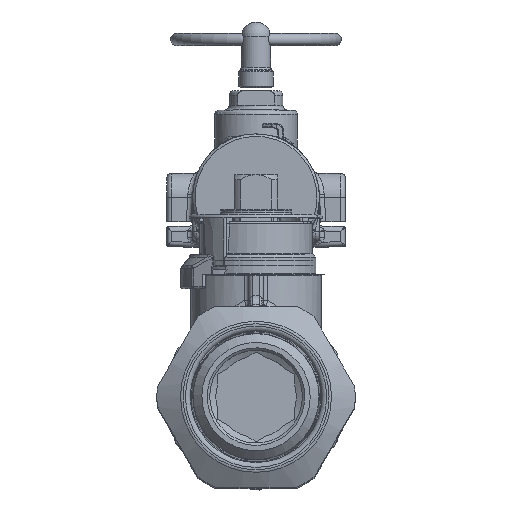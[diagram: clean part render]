
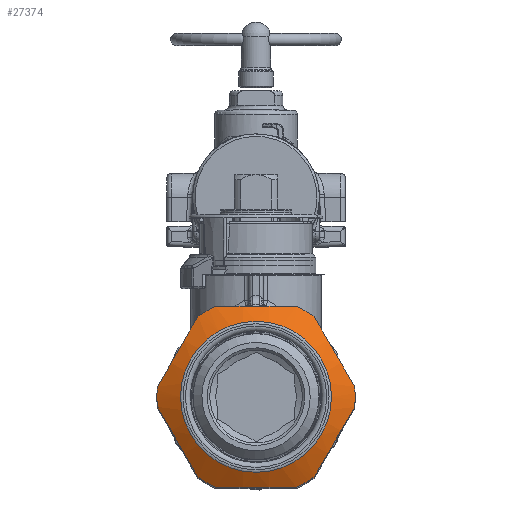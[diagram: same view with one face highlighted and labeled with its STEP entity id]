
A CAD part, top view. The second image highlights one B-rep face of the part: STEP entity #27374.
In plain terms, the highlighted conical face has half-angle 60 degrees and reference radius 17.78 mm.
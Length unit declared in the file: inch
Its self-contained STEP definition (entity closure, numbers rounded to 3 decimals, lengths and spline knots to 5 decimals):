
#70=(
BOUNDED_CURVE()
B_SPLINE_CURVE(2,(#122053,#122054,#122055),.UNSPECIFIED.,.F.,.F.)
B_SPLINE_CURVE_WITH_KNOTS((3,3),(0.,1.67512),.UNSPECIFIED.)
CURVE()
GEOMETRIC_REPRESENTATION_ITEM()
RATIONAL_B_SPLINE_CURVE((1.,1.096,1.))
REPRESENTATION_ITEM('')
);
#71=(
BOUNDED_CURVE()
B_SPLINE_CURVE(2,(#122059,#122060,#122061),.UNSPECIFIED.,.F.,.F.)
B_SPLINE_CURVE_WITH_KNOTS((3,3),(0.,1.67512),.UNSPECIFIED.)
CURVE()
GEOMETRIC_REPRESENTATION_ITEM()
RATIONAL_B_SPLINE_CURVE((1.,1.096,1.))
REPRESENTATION_ITEM('')
);
#72=(
BOUNDED_CURVE()
B_SPLINE_CURVE(2,(#122065,#122066,#122067),.UNSPECIFIED.,.F.,.F.)
B_SPLINE_CURVE_WITH_KNOTS((3,3),(0.,1.67512),.UNSPECIFIED.)
CURVE()
GEOMETRIC_REPRESENTATION_ITEM()
RATIONAL_B_SPLINE_CURVE((1.,1.096,1.))
REPRESENTATION_ITEM('')
);
#73=(
BOUNDED_CURVE()
B_SPLINE_CURVE(2,(#122071,#122072,#122073),.UNSPECIFIED.,.F.,.F.)
B_SPLINE_CURVE_WITH_KNOTS((3,3),(0.,1.67512),.UNSPECIFIED.)
CURVE()
GEOMETRIC_REPRESENTATION_ITEM()
RATIONAL_B_SPLINE_CURVE((1.,1.096,1.))
REPRESENTATION_ITEM('')
);
#74=(
BOUNDED_CURVE()
B_SPLINE_CURVE(2,(#122077,#122078,#122079),.UNSPECIFIED.,.F.,.F.)
B_SPLINE_CURVE_WITH_KNOTS((3,3),(0.,1.67512),.UNSPECIFIED.)
CURVE()
GEOMETRIC_REPRESENTATION_ITEM()
RATIONAL_B_SPLINE_CURVE((1.,1.096,1.))
REPRESENTATION_ITEM('')
);
#75=(
BOUNDED_CURVE()
B_SPLINE_CURVE(2,(#122083,#122084,#122085),.UNSPECIFIED.,.F.,.F.)
B_SPLINE_CURVE_WITH_KNOTS((3,3),(0.,1.67512),.UNSPECIFIED.)
CURVE()
GEOMETRIC_REPRESENTATION_ITEM()
RATIONAL_B_SPLINE_CURVE((1.,1.096,1.))
REPRESENTATION_ITEM('')
);
#2006=CONICAL_SURFACE('',#30305,0.7,1.047);
#3860=FACE_OUTER_BOUND('',#5702,.T.);
#5702=EDGE_LOOP('',(#24911,#24912,#24913,#24914,#24915,#24916,#24917,#24918,
#24919,#24920,#24921,#24922,#24923,#24924,#24925,#24926));
#8536=CIRCLE('',#30302,0.60928);
#8538=CIRCLE('',#30306,0.8);
#8539=CIRCLE('',#30307,0.8);
#8540=CIRCLE('',#30308,0.8);
#8541=CIRCLE('',#30309,0.8);
#8542=CIRCLE('',#30310,0.8);
#8543=CIRCLE('',#30311,0.8);
#8544=CIRCLE('',#30312,0.8);
#9413=LINE('',#122049,#10291);
#10291=VECTOR('',#36688,0.7);
#12657=VERTEX_POINT('',#122041);
#12659=VERTEX_POINT('',#122048);
#12660=VERTEX_POINT('',#122050);
#12661=VERTEX_POINT('',#122052);
#12662=VERTEX_POINT('',#122056);
#12663=VERTEX_POINT('',#122058);
#12664=VERTEX_POINT('',#122062);
#12665=VERTEX_POINT('',#122064);
#12666=VERTEX_POINT('',#122068);
#12667=VERTEX_POINT('',#122070);
#12668=VERTEX_POINT('',#122074);
#12669=VERTEX_POINT('',#122076);
#12670=VERTEX_POINT('',#122080);
#12671=VERTEX_POINT('',#122082);
#16760=EDGE_CURVE('',#12657,#12657,#8536,.T.);
#16762=EDGE_CURVE('',#12657,#12659,#9413,.T.);
#16763=EDGE_CURVE('',#12660,#12659,#8538,.T.);
#16764=EDGE_CURVE('',#12661,#12660,#70,.T.);
#16765=EDGE_CURVE('',#12662,#12661,#8539,.T.);
#16766=EDGE_CURVE('',#12663,#12662,#71,.T.);
#16767=EDGE_CURVE('',#12664,#12663,#8540,.T.);
#16768=EDGE_CURVE('',#12665,#12664,#72,.T.);
#16769=EDGE_CURVE('',#12666,#12665,#8541,.T.);
#16770=EDGE_CURVE('',#12667,#12666,#73,.T.);
#16771=EDGE_CURVE('',#12668,#12667,#8542,.T.);
#16772=EDGE_CURVE('',#12669,#12668,#74,.T.);
#16773=EDGE_CURVE('',#12670,#12669,#8543,.T.);
#16774=EDGE_CURVE('',#12671,#12670,#75,.T.);
#16775=EDGE_CURVE('',#12659,#12671,#8544,.T.);
#24911=ORIENTED_EDGE('',*,*,#16760,.F.);
#24912=ORIENTED_EDGE('',*,*,#16762,.T.);
#24913=ORIENTED_EDGE('',*,*,#16763,.F.);
#24914=ORIENTED_EDGE('',*,*,#16764,.F.);
#24915=ORIENTED_EDGE('',*,*,#16765,.F.);
#24916=ORIENTED_EDGE('',*,*,#16766,.F.);
#24917=ORIENTED_EDGE('',*,*,#16767,.F.);
#24918=ORIENTED_EDGE('',*,*,#16768,.F.);
#24919=ORIENTED_EDGE('',*,*,#16769,.F.);
#24920=ORIENTED_EDGE('',*,*,#16770,.F.);
#24921=ORIENTED_EDGE('',*,*,#16771,.F.);
#24922=ORIENTED_EDGE('',*,*,#16772,.F.);
#24923=ORIENTED_EDGE('',*,*,#16773,.F.);
#24924=ORIENTED_EDGE('',*,*,#16774,.F.);
#24925=ORIENTED_EDGE('',*,*,#16775,.F.);
#24926=ORIENTED_EDGE('',*,*,#16762,.F.);
#27374=ADVANCED_FACE('',(#3860),#2006,.T.);
#30302=AXIS2_PLACEMENT_3D('',#122043,#36680,#36681);
#30305=AXIS2_PLACEMENT_3D('',#122047,#36686,#36687);
#30306=AXIS2_PLACEMENT_3D('',#122051,#36689,#36690);
#30307=AXIS2_PLACEMENT_3D('',#122057,#36691,#36692);
#30308=AXIS2_PLACEMENT_3D('',#122063,#36693,#36694);
#30309=AXIS2_PLACEMENT_3D('',#122069,#36695,#36696);
#30310=AXIS2_PLACEMENT_3D('',#122075,#36697,#36698);
#30311=AXIS2_PLACEMENT_3D('',#122081,#36699,#36700);
#30312=AXIS2_PLACEMENT_3D('',#122086,#36701,#36702);
#36680=DIRECTION('center_axis',(0.,0.,
1.));
#36681=DIRECTION('ref_axis',(-1.,0.,0.));
#36686=DIRECTION('center_axis',(0.,0.,-1.));
#36687=DIRECTION('ref_axis',(1.,0.,0.));
#36688=DIRECTION('',(-0.866,0.,-0.5));
#36689=DIRECTION('center_axis',(0.,0.,-1.));
#36690=DIRECTION('ref_axis',(-1.,0.,0.));
#36691=DIRECTION('center_axis',(0.,0.,-1.));
#36692=DIRECTION('ref_axis',(-1.,0.,0.));
#36693=DIRECTION('center_axis',(0.,0.,-1.));
#36694=DIRECTION('ref_axis',(-1.,0.,0.));
#36695=DIRECTION('center_axis',(0.,0.,-1.));
#36696=DIRECTION('ref_axis',(-1.,0.,0.));
#36697=DIRECTION('center_axis',(0.,0.,-1.));
#36698=DIRECTION('ref_axis',(-1.,0.,0.));
#36699=DIRECTION('center_axis',(0.,0.,-1.));
#36700=DIRECTION('ref_axis',(-1.,0.,0.));
#36701=DIRECTION('center_axis',(0.,0.,-1.));
#36702=DIRECTION('ref_axis',(-1.,0.,0.));
#122041=CARTESIAN_POINT('',(-0.60928,0.,0.62464));
#122043=CARTESIAN_POINT('Origin',(0.,0.,
0.62464));
#122047=CARTESIAN_POINT('Origin',(0.,0.,0.57226));
#122048=CARTESIAN_POINT('',(-0.8,0.,0.51453));
#122049=CARTESIAN_POINT('',(-0.7,0.,0.57226));
#122050=CARTESIAN_POINT('',(-0.79583,-0.08158,0.51453));
#122051=CARTESIAN_POINT('Origin',(0.,0.,0.51453));
#122052=CARTESIAN_POINT('',(-0.46857,-0.64842,0.51453));
#122053=CARTESIAN_POINT('Ctrl Pts',(-0.46857,-0.64842,
0.51453));
#122054=CARTESIAN_POINT('Ctrl Pts',(-0.6322,-0.365,0.59182));
#122055=CARTESIAN_POINT('Ctrl Pts',(-0.79583,-0.08158,
0.51453));
#122056=CARTESIAN_POINT('',(-0.32726,-0.73,0.51453));
#122057=CARTESIAN_POINT('Origin',(0.,0.,0.51453));
#122058=CARTESIAN_POINT('',(0.32726,-0.73,0.51453));
#122059=CARTESIAN_POINT('Ctrl Pts',(0.32726,-0.73,0.51453));
#122060=CARTESIAN_POINT('Ctrl Pts',(0.,-0.73,0.59182));
#122061=CARTESIAN_POINT('Ctrl Pts',(-0.32726,-0.73,0.51453));
#122062=CARTESIAN_POINT('',(0.46857,-0.64842,0.51453));
#122063=CARTESIAN_POINT('Origin',(0.,0.,0.51453));
#122064=CARTESIAN_POINT('',(0.79583,-0.08158,0.51453));
#122065=CARTESIAN_POINT('Ctrl Pts',(0.79583,-0.08158,
0.51453));
#122066=CARTESIAN_POINT('Ctrl Pts',(0.6322,-0.365,
0.59182));
#122067=CARTESIAN_POINT('Ctrl Pts',(0.46857,-0.64842,
0.51453));
#122068=CARTESIAN_POINT('',(0.79583,0.08158,0.51453));
#122069=CARTESIAN_POINT('Origin',(0.,0.,0.51453));
#122070=CARTESIAN_POINT('',(0.46857,0.64842,0.51453));
#122071=CARTESIAN_POINT('Ctrl Pts',(0.46857,0.64842,
0.51453));
#122072=CARTESIAN_POINT('Ctrl Pts',(0.6322,0.365,0.59182));
#122073=CARTESIAN_POINT('Ctrl Pts',(0.79583,0.08158,
0.51453));
#122074=CARTESIAN_POINT('',(0.32726,0.73,0.51453));
#122075=CARTESIAN_POINT('Origin',(0.,0.,0.51453));
#122076=CARTESIAN_POINT('',(-0.32726,0.73,0.51453));
#122077=CARTESIAN_POINT('Ctrl Pts',(-0.32726,0.73,
0.51453));
#122078=CARTESIAN_POINT('Ctrl Pts',(0.,0.73,0.59182));
#122079=CARTESIAN_POINT('Ctrl Pts',(0.32726,0.73,0.51453));
#122080=CARTESIAN_POINT('',(-0.46857,0.64842,0.51453));
#122081=CARTESIAN_POINT('Origin',(0.,0.,0.51453));
#122082=CARTESIAN_POINT('',(-0.79583,0.08158,0.51453));
#122083=CARTESIAN_POINT('Ctrl Pts',(-0.79583,0.08158,
0.51453));
#122084=CARTESIAN_POINT('Ctrl Pts',(-0.6322,0.365,
0.59182));
#122085=CARTESIAN_POINT('Ctrl Pts',(-0.46857,0.64842,
0.51453));
#122086=CARTESIAN_POINT('Origin',(0.,0.,0.51453));
